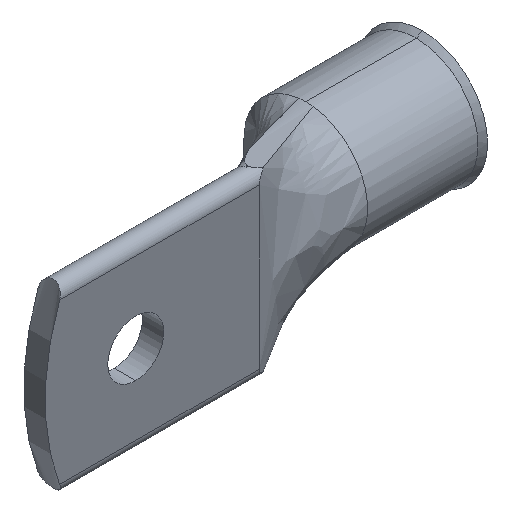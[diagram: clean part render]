
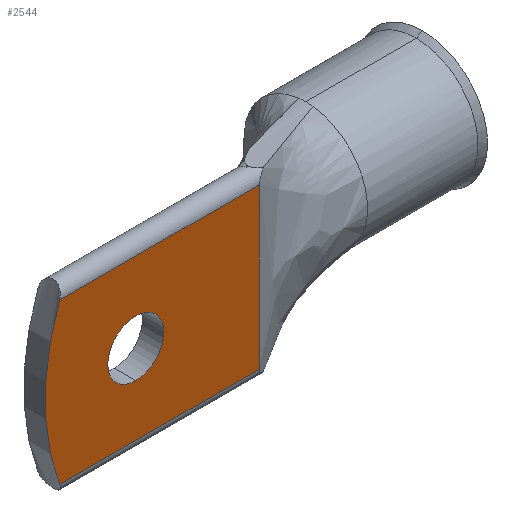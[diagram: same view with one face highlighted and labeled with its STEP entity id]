
A CAD part, isometric view. The second image highlights one B-rep face of the part: STEP entity #2544.
In plain terms, the highlighted planar face has unit normal (0, -1, 0).
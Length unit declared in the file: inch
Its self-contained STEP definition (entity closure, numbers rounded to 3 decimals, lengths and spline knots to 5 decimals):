
#3 = LINE ( 'NONE', #5123, #3738 ) ;
#133 = VERTEX_POINT ( 'NONE', #2349 ) ;
#206 = CARTESIAN_POINT ( 'NONE',  ( -0.1, -0.065, 0. ) ) ;
#256 = AXIS2_PLACEMENT_3D ( 'NONE', #2809, #3663, #4384 ) ;
#496 = VECTOR ( 'NONE', #1398, 39.37008 ) ;
#502 = EDGE_CURVE ( 'NONE', #4623, #133, #3, .T. ) ;
#915 = AXIS2_PLACEMENT_3D ( 'NONE', #3061, #2797, #1599 ) ;
#922 = AXIS2_PLACEMENT_3D ( 'NONE', #206, #2242, #4181 ) ;
#1101 = CARTESIAN_POINT ( 'NONE',  ( -0.56274, -0.065, 0.485 ) ) ;
#1140 = DIRECTION ( 'NONE',  ( 0., -1., 0. ) ) ;
#1218 = FACE_OUTER_BOUND ( 'NONE', #3667, .T. ) ;
#1306 = EDGE_CURVE ( 'NONE', #3470, #3876, #2410, .T. ) ;
#1330 = VERTEX_POINT ( 'NONE', #4371 ) ;
#1398 = DIRECTION ( 'NONE',  ( 0., 0., 1. ) ) ;
#1425 = CARTESIAN_POINT ( 'NONE',  ( 0.65, -0.065, 0. ) ) ;
#1468 = ORIENTED_EDGE ( 'NONE', *, *, #5046, .T. ) ;
#1599 = DIRECTION ( 'NONE',  ( 0., 0., -1. ) ) ;
#1697 = EDGE_LOOP ( 'NONE', ( #2227, #4234 ) ) ;
#1883 = CARTESIAN_POINT ( 'NONE',  ( -0.1, -0.065, -0.17 ) ) ;
#1958 = DIRECTION ( 'NONE',  ( 1., 0., 0. ) ) ;
#2067 = EDGE_CURVE ( 'NONE', #133, #1330, #3381, .T. ) ;
#2081 = FACE_BOUND ( 'NONE', #1697, .T. ) ;
#2227 = ORIENTED_EDGE ( 'NONE', *, *, #1306, .F. ) ;
#2242 = DIRECTION ( 'NONE',  ( 0., -1., 0. ) ) ;
#2334 = VECTOR ( 'NONE', #3127, 39.37008 ) ;
#2349 = CARTESIAN_POINT ( 'NONE',  ( 0.65, -0.065, -0.485 ) ) ;
#2410 = CIRCLE ( 'NONE', #915, 0.17 ) ;
#2544 = ADVANCED_FACE ( 'NONE', ( #2081, #1218 ), #3607, .T. ) ;
#2585 = AXIS2_PLACEMENT_3D ( 'NONE', #3118, #1140, #5135 ) ;
#2658 = ORIENTED_EDGE ( 'NONE', *, *, #2067, .T. ) ;
#2688 = LINE ( 'NONE', #1101, #2334 ) ;
#2768 = CARTESIAN_POINT ( 'NONE',  ( -0.1, -0.065, 0.17 ) ) ;
#2797 = DIRECTION ( 'NONE',  ( 0., -1., 0. ) ) ;
#2809 = CARTESIAN_POINT ( 'NONE',  ( 0.74144, -0.065, 0. ) ) ;
#3021 = ORIENTED_EDGE ( 'NONE', *, *, #502, .T. ) ;
#3061 = CARTESIAN_POINT ( 'NONE',  ( -0.1, -0.065, 0. ) ) ;
#3118 = CARTESIAN_POINT ( 'NONE',  ( 0.74144, -0.065, 0. ) ) ;
#3127 = DIRECTION ( 'NONE',  ( -1., 0., 0. ) ) ;
#3161 = CIRCLE ( 'NONE', #922, 0.17 ) ;
#3381 = LINE ( 'NONE', #1425, #496 ) ;
#3470 = VERTEX_POINT ( 'NONE', #2768 ) ;
#3503 = CARTESIAN_POINT ( 'NONE',  ( -0.56274, -0.065, -0.485 ) ) ;
#3607 = PLANE ( 'NONE',  #256 ) ;
#3663 = DIRECTION ( 'NONE',  ( 0., -1., 0. ) ) ;
#3667 = EDGE_LOOP ( 'NONE', ( #1468, #3021, #2658, #3830 ) ) ;
#3738 = VECTOR ( 'NONE', #1958, 39.37008 ) ;
#3830 = ORIENTED_EDGE ( 'NONE', *, *, #4123, .T. ) ;
#3874 = CARTESIAN_POINT ( 'NONE',  ( -0.56274, -0.065, 0.485 ) ) ;
#3876 = VERTEX_POINT ( 'NONE', #1883 ) ;
#3981 = CIRCLE ( 'NONE', #2585, 1.39144 ) ;
#4123 = EDGE_CURVE ( 'NONE', #1330, #4856, #2688, .T. ) ;
#4181 = DIRECTION ( 'NONE',  ( 0., 0., -1. ) ) ;
#4234 = ORIENTED_EDGE ( 'NONE', *, *, #4657, .F. ) ;
#4371 = CARTESIAN_POINT ( 'NONE',  ( 0.65, -0.065, 0.485 ) ) ;
#4384 = DIRECTION ( 'NONE',  ( 0., 0., -1. ) ) ;
#4623 = VERTEX_POINT ( 'NONE', #3503 ) ;
#4657 = EDGE_CURVE ( 'NONE', #3876, #3470, #3161, .T. ) ;
#4856 = VERTEX_POINT ( 'NONE', #3874 ) ;
#5046 = EDGE_CURVE ( 'NONE', #4856, #4623, #3981, .T. ) ;
#5123 = CARTESIAN_POINT ( 'NONE',  ( 0.74144, -0.065, -0.485 ) ) ;
#5135 = DIRECTION ( 'NONE',  ( 0., 0., -1. ) ) ;
